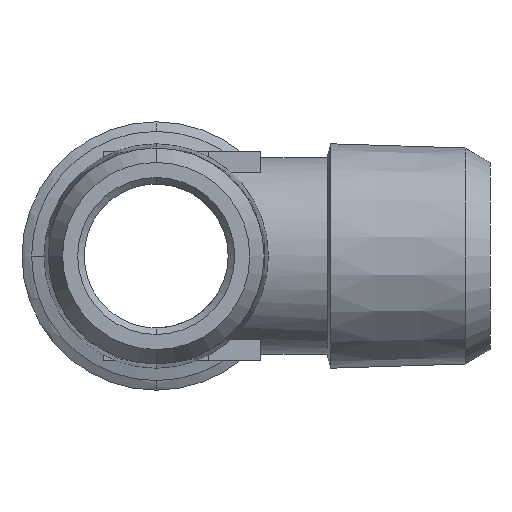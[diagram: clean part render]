
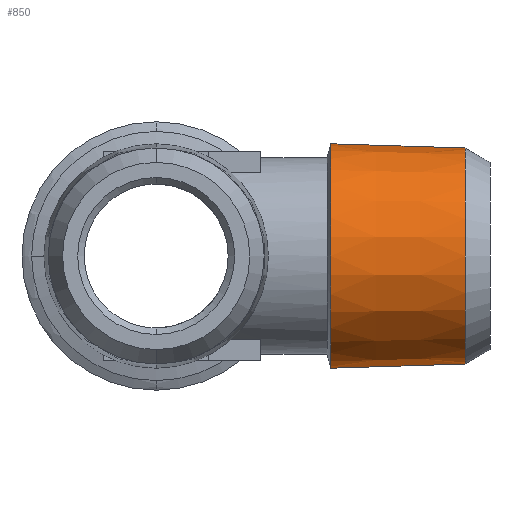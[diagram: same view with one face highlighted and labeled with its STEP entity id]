
A CAD part, left-side view. The second image highlights one B-rep face of the part: STEP entity #850.
In plain terms, the highlighted conical face has half-angle 1.79 degrees and reference radius 8.57 mm.
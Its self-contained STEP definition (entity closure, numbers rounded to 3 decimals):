
#14 = CIRCLE ( 'NONE', #1364, 8.57 ) ;
#25 = CARTESIAN_POINT ( 'NONE',  ( 9., -17.349, -8.57 ) ) ;
#186 = ORIENTED_EDGE ( 'NONE', *, *, #511, .T. ) ;
#191 = CIRCLE ( 'NONE', #1031, 8.25 ) ;
#232 = VERTEX_POINT ( 'NONE', #1273 ) ;
#300 = LINE ( 'NONE', #479, #739 ) ;
#450 = CARTESIAN_POINT ( 'NONE',  ( 9., -17.349, 0. ) ) ;
#479 = CARTESIAN_POINT ( 'NONE',  ( 9., -17.349, 8.57 ) ) ;
#511 = EDGE_CURVE ( 'NONE', #951, #915, #300, .T. ) ;
#514 = AXIS2_PLACEMENT_3D ( 'NONE', #450, #1651, #911 ) ;
#589 = CARTESIAN_POINT ( 'NONE',  ( 9., -27.595, 0. ) ) ;
#599 = DIRECTION ( 'NONE',  ( -1., 0., 0. ) ) ;
#606 = CARTESIAN_POINT ( 'NONE',  ( 9., -17.349, -8.57 ) ) ;
#607 = LINE ( 'NONE', #606, #1682 ) ;
#639 = EDGE_CURVE ( 'NONE', #915, #1611, #14, .T. ) ;
#739 = VECTOR ( 'NONE', #1223, 1000. ) ;
#781 = EDGE_CURVE ( 'NONE', #951, #232, #191, .T. ) ;
#850 = ADVANCED_FACE ( 'NONE', ( #1252 ), #1612, .T. ) ;
#862 = EDGE_CURVE ( 'NONE', #232, #1611, #607, .T. ) ;
#911 = DIRECTION ( 'NONE',  ( 0., 0., 1. ) ) ;
#915 = VERTEX_POINT ( 'NONE', #1350 ) ;
#951 = VERTEX_POINT ( 'NONE', #1828 ) ;
#1031 = AXIS2_PLACEMENT_3D ( 'NONE', #589, #1191, #599 ) ;
#1191 = DIRECTION ( 'NONE',  ( 0., -1., 0. ) ) ;
#1223 = DIRECTION ( 'NONE',  ( 0., 1., 0.031 ) ) ;
#1236 = EDGE_LOOP ( 'NONE', ( #1508, #1262, #186, #1333 ) ) ;
#1252 = FACE_OUTER_BOUND ( 'NONE', #1236, .T. ) ;
#1262 = ORIENTED_EDGE ( 'NONE', *, *, #781, .F. ) ;
#1273 = CARTESIAN_POINT ( 'NONE',  ( 9., -27.595, -8.25 ) ) ;
#1333 = ORIENTED_EDGE ( 'NONE', *, *, #639, .T. ) ;
#1350 = CARTESIAN_POINT ( 'NONE',  ( 9., -17.349, 8.57 ) ) ;
#1364 = AXIS2_PLACEMENT_3D ( 'NONE', #1398, #1563, #1380 ) ;
#1380 = DIRECTION ( 'NONE',  ( 0., 0., 1. ) ) ;
#1398 = CARTESIAN_POINT ( 'NONE',  ( 9., -17.349, 0. ) ) ;
#1508 = ORIENTED_EDGE ( 'NONE', *, *, #862, .F. ) ;
#1563 = DIRECTION ( 'NONE',  ( 0., -1., 0. ) ) ;
#1611 = VERTEX_POINT ( 'NONE', #25 ) ;
#1612 = CONICAL_SURFACE ( 'NONE', #514, 8.57, 0.031 ) ;
#1651 = DIRECTION ( 'NONE',  ( 0., 1., 0. ) ) ;
#1682 = VECTOR ( 'NONE', #1783, 1000. ) ;
#1783 = DIRECTION ( 'NONE',  ( 0., 1., -0.031 ) ) ;
#1828 = CARTESIAN_POINT ( 'NONE',  ( 9., -27.595, 8.25 ) ) ;
